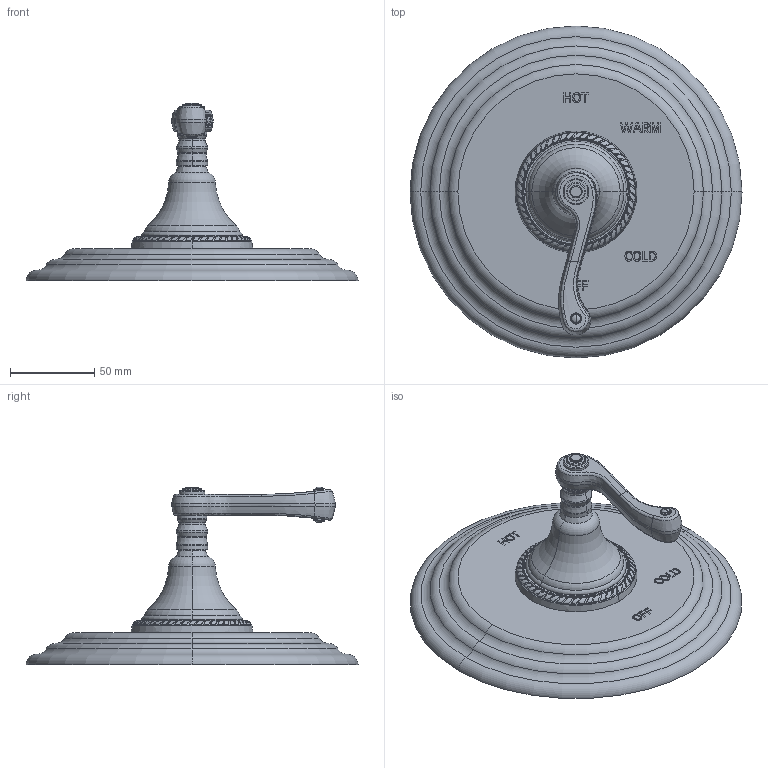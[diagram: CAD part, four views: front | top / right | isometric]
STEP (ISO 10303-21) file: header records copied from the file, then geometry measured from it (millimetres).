
FILE_DESCRIPTION((''),'2;1');
FILE_NAME('4-984BP','2021-06-02T12:00:01',('jinson.thomas'),(''),'CREO PARAMETRIC BY PTC INC, 2018400','CREO PARAMETRIC BY PTC INC, 2018400','');
FILE_SCHEMA(('CONFIG_CONTROL_DESIGN'));
Length unit declared in the file: inch
Products named in the file (1): 4-984BP
Bounding box: 196.85 x 196.85 x 105.51 mm (x, y, z)
Volume: 550163.7 mm3; surface area: 76189.8 mm2
Topology: 1 solids, 1 shells, 767 faces, 1985 edges, 1296 vertices
Faces by surface type: plane 235, extrusion 183, cylinder 120, torus 94, sphere 66, bspline 61, cone 8
Entity records: 34474 total; most frequent: CARTESIAN_POINT 17493, ORIENTED_EDGE 3962, DIRECTION 2609, EDGE_CURVE 1981, VERTEX_POINT 1296, B_SPLINE_CURVE_WITH_KNOTS 1116, VECTOR 899, AXIS2_PLACEMENT_3D 855
